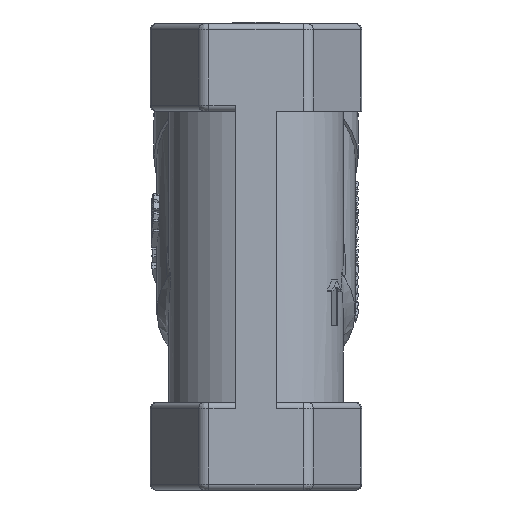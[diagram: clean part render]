
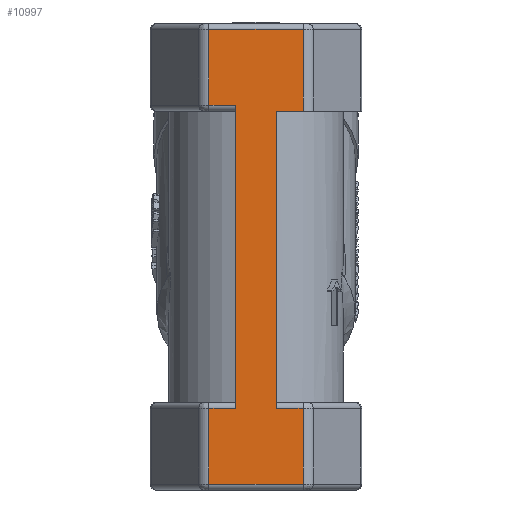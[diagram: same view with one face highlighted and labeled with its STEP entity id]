
A CAD part, front view. The second image highlights one B-rep face of the part: STEP entity #10997.
In plain terms, the highlighted planar face has unit normal (0, -1, 0).
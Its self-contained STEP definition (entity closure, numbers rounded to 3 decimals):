
#901=LINE('',#14941,#1643);
#909=LINE('',#15012,#1651);
#910=LINE('',#15016,#1652);
#911=LINE('',#15018,#1653);
#912=LINE('',#15020,#1654);
#913=LINE('',#15022,#1655);
#914=LINE('',#15024,#1656);
#915=LINE('',#15026,#1657);
#916=LINE('',#15028,#1658);
#917=LINE('',#15030,#1659);
#918=LINE('',#15032,#1660);
#919=LINE('',#15033,#1661);
#1643=VECTOR('',#12671,16.166);
#1651=VECTOR('',#12713,14.);
#1652=VECTOR('',#12718,13.);
#1653=VECTOR('',#12719,4.583);
#1654=VECTOR('',#12720,52.);
#1655=VECTOR('',#12721,4.583);
#1656=VECTOR('',#12722,13.);
#1657=VECTOR('',#12723,16.166);
#1658=VECTOR('',#12724,13.);
#1659=VECTOR('',#12725,4.583);
#1660=VECTOR('',#12726,51.);
#1661=VECTOR('',#12727,4.583);
#2338=PLANE('',#11734);
#2689=FACE_OUTER_BOUND('',#3338,.T.);
#3338=EDGE_LOOP('',(#7316,#7317,#7318,#7319,#7320,#7321,#7322,#7323,#7324,
#7325,#7326,#7327));
#4400=VERTEX_POINT('',#14935);
#4401=VERTEX_POINT('',#14939);
#4411=VERTEX_POINT('',#15011);
#4412=VERTEX_POINT('',#15015);
#4413=VERTEX_POINT('',#15017);
#4414=VERTEX_POINT('',#15019);
#4415=VERTEX_POINT('',#15021);
#4416=VERTEX_POINT('',#15023);
#4417=VERTEX_POINT('',#15025);
#4418=VERTEX_POINT('',#15027);
#4419=VERTEX_POINT('',#15029);
#4420=VERTEX_POINT('',#15031);
#5513=EDGE_CURVE('',#4400,#4401,#901,.T.);
#5532=EDGE_CURVE('',#4411,#4401,#909,.T.);
#5534=EDGE_CURVE('',#4412,#4400,#910,.T.);
#5535=EDGE_CURVE('',#4413,#4412,#911,.T.);
#5536=EDGE_CURVE('',#4414,#4413,#912,.T.);
#5537=EDGE_CURVE('',#4415,#4414,#913,.T.);
#5538=EDGE_CURVE('',#4416,#4415,#914,.T.);
#5539=EDGE_CURVE('',#4417,#4416,#915,.T.);
#5540=EDGE_CURVE('',#4417,#4418,#916,.T.);
#5541=EDGE_CURVE('',#4419,#4418,#917,.T.);
#5542=EDGE_CURVE('',#4420,#4419,#918,.T.);
#5543=EDGE_CURVE('',#4420,#4411,#919,.T.);
#7316=ORIENTED_EDGE('',*,*,#5513,.F.);
#7317=ORIENTED_EDGE('',*,*,#5534,.F.);
#7318=ORIENTED_EDGE('',*,*,#5535,.F.);
#7319=ORIENTED_EDGE('',*,*,#5536,.F.);
#7320=ORIENTED_EDGE('',*,*,#5537,.F.);
#7321=ORIENTED_EDGE('',*,*,#5538,.F.);
#7322=ORIENTED_EDGE('',*,*,#5539,.F.);
#7323=ORIENTED_EDGE('',*,*,#5540,.T.);
#7324=ORIENTED_EDGE('',*,*,#5541,.F.);
#7325=ORIENTED_EDGE('',*,*,#5542,.F.);
#7326=ORIENTED_EDGE('',*,*,#5543,.T.);
#7327=ORIENTED_EDGE('',*,*,#5532,.T.);
#10997=ADVANCED_FACE('',(#2689),#2338,.T.);
#11734=AXIS2_PLACEMENT_3D('',#15014,#12716,#12717);
#12671=DIRECTION('',(1.,0.,0.));
#12713=DIRECTION('',(0.,0.,1.));
#12716=DIRECTION('center_axis',(0.,-1.,0.));
#12717=DIRECTION('ref_axis',(1.,0.,0.));
#12718=DIRECTION('',(0.,0.,1.));
#12719=DIRECTION('',(-1.,0.,0.));
#12720=DIRECTION('',(0.,0.,1.));
#12721=DIRECTION('',(1.,0.,0.));
#12722=DIRECTION('',(0.,0.,1.));
#12723=DIRECTION('',(-1.,0.,0.));
#12724=DIRECTION('',(0.,0.,1.));
#12725=DIRECTION('',(1.,0.,0.));
#12726=DIRECTION('',(0.,0.,-1.));
#12727=DIRECTION('',(1.,0.,0.));
#14935=CARTESIAN_POINT('',(-8.083,-16.,79.));
#14939=CARTESIAN_POINT('',(8.083,-16.,79.));
#14941=CARTESIAN_POINT('',(-4.041,-16.,79.));
#15011=CARTESIAN_POINT('',(8.083,-16.,65.));
#15012=CARTESIAN_POINT('',(8.083,-16.,65.));
#15014=CARTESIAN_POINT('Origin',(-8.083,-16.,0.));
#15015=CARTESIAN_POINT('',(-8.083,-16.,66.));
#15016=CARTESIAN_POINT('',(-8.083,-16.,65.));
#15017=CARTESIAN_POINT('',(-3.5,-16.,66.));
#15018=CARTESIAN_POINT('',(-4.041,-16.,66.));
#15019=CARTESIAN_POINT('',(-3.5,-16.,14.));
#15020=CARTESIAN_POINT('',(-3.5,-16.,7.5));
#15021=CARTESIAN_POINT('',(-8.083,-16.,14.));
#15022=CARTESIAN_POINT('',(-4.041,-16.,14.));
#15023=CARTESIAN_POINT('',(-8.083,-16.,1.));
#15024=CARTESIAN_POINT('',(-8.083,-16.,0.));
#15025=CARTESIAN_POINT('',(8.083,-16.,1.));
#15026=CARTESIAN_POINT('',(-4.041,-16.,1.));
#15027=CARTESIAN_POINT('',(8.083,-16.,14.));
#15028=CARTESIAN_POINT('',(8.083,-16.,0.));
#15029=CARTESIAN_POINT('',(3.5,-16.,14.));
#15030=CARTESIAN_POINT('',(-4.041,-16.,14.));
#15031=CARTESIAN_POINT('',(3.5,-16.,65.));
#15032=CARTESIAN_POINT('',(3.5,-16.,7.5));
#15033=CARTESIAN_POINT('',(-8.083,-16.,65.));
